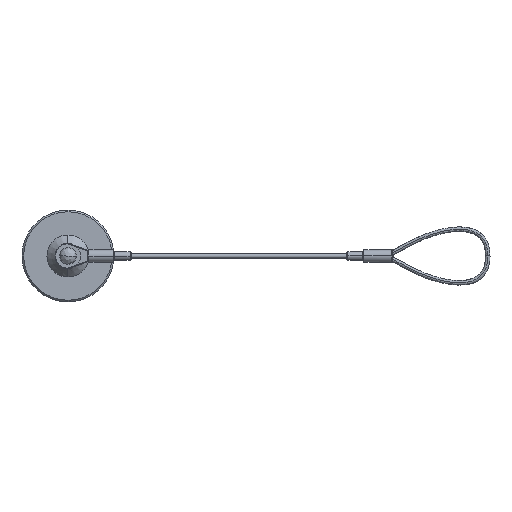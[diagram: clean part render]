
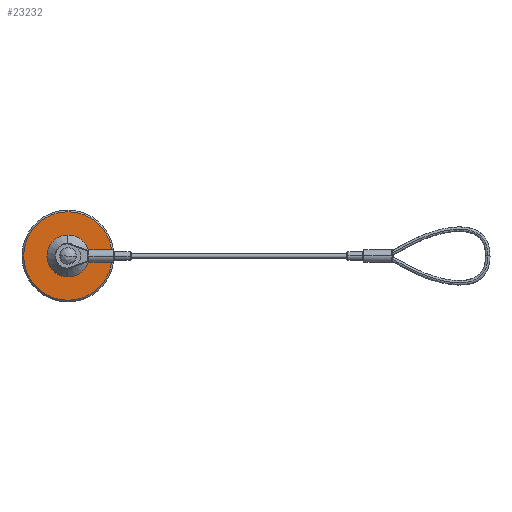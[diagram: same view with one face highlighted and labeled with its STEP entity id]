
A CAD part, left-side view. The second image highlights one B-rep face of the part: STEP entity #23232.
In plain terms, the highlighted face is planar.
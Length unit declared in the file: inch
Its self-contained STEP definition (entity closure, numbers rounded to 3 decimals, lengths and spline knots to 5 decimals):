
#10609 = EDGE_CURVE ( 'NONE', #22518, #22519, #25832, .T. ) ;
#10630 = EDGE_CURVE ( 'NONE', #22542, #22543, #25860, .T. ) ;
#10676 = EDGE_CURVE ( 'NONE', #22519, #22518, #25927, .T. ) ;
#10677 = EDGE_CURVE ( 'NONE', #22543, #22542, #25928, .T. ) ;
#15233 = AXIS2_PLACEMENT_3D ( 'NONE', #25345, #25346, #25347 ) ;
#15257 = AXIS2_PLACEMENT_3D ( 'NONE', #25401, #25402, #25403 ) ;
#15315 = AXIS2_PLACEMENT_3D ( 'NONE', #25516, #25517, #25518 ) ;
#15317 = AXIS2_PLACEMENT_3D ( 'NONE', #25519, #25520, #25521 ) ;
#22431 = EDGE_LOOP ( 'NONE', ( #42103, #42102 ) ) ;
#22443 = EDGE_LOOP ( 'NONE', ( #42101, #42100 ) ) ;
#22518 = VERTEX_POINT ( 'NONE', #39927 ) ;
#22519 = VERTEX_POINT ( 'NONE', #39928 ) ;
#22542 = VERTEX_POINT ( 'NONE', #39951 ) ;
#22543 = VERTEX_POINT ( 'NONE', #39952 ) ;
#23232 = ADVANCED_FACE ( 'NONE', ( #39383, #39391 ), #40339, .T. ) ;
#25345 = CARTESIAN_POINT ( 'NONE',  ( 0., 0., -0.14 ) ) ;
#25346 = DIRECTION ( 'NONE',  ( 0., 0., 1. ) ) ;
#25347 = DIRECTION ( 'NONE',  ( 1., 0., 0. ) ) ;
#25401 = CARTESIAN_POINT ( 'NONE',  ( 0., 0., -0.14 ) ) ;
#25402 = DIRECTION ( 'NONE',  ( 0., 0., 1. ) ) ;
#25403 = DIRECTION ( 'NONE',  ( 1., 0., 0. ) ) ;
#25516 = CARTESIAN_POINT ( 'NONE',  ( 0., 0., -0.14 ) ) ;
#25517 = DIRECTION ( 'NONE',  ( 0., 0., 1. ) ) ;
#25518 = DIRECTION ( 'NONE',  ( 1., 0., 0. ) ) ;
#25519 = CARTESIAN_POINT ( 'NONE',  ( 0., 0., -0.14 ) ) ;
#25520 = DIRECTION ( 'NONE',  ( 0., 0., 1. ) ) ;
#25521 = DIRECTION ( 'NONE',  ( 1., 0., 0. ) ) ;
#25832 = CIRCLE ( 'NONE', #15233, 0.665 ) ;
#25860 = CIRCLE ( 'NONE', #15257, 0.315 ) ;
#25927 = CIRCLE ( 'NONE', #15315, 0.665 ) ;
#25928 = CIRCLE ( 'NONE', #15317, 0.315 ) ;
#39383 = FACE_OUTER_BOUND ( 'NONE', #22431, .T. ) ;
#39391 = FACE_BOUND ( 'NONE', #22443, .T. ) ;
#39927 = CARTESIAN_POINT ( 'NONE',  ( 0.665, 0., -0.14 ) ) ;
#39928 = CARTESIAN_POINT ( 'NONE',  ( -0.665, 0., -0.14 ) ) ;
#39951 = CARTESIAN_POINT ( 'NONE',  ( 0.315, 0., -0.14 ) ) ;
#39952 = CARTESIAN_POINT ( 'NONE',  ( -0.315, 0., -0.14 ) ) ;
#40336 = DIRECTION ( 'NONE',  ( 0., 0., 1. ) ) ;
#40337 = CARTESIAN_POINT ( 'NONE',  ( -0.315, 0., -0.14 ) ) ;
#40339 = PLANE ( 'NONE',  #40787 ) ;
#40341 = DIRECTION ( 'NONE',  ( 1., 0., 0. ) ) ;
#40787 = AXIS2_PLACEMENT_3D ( 'NONE', #40337, #40336, #40341 ) ;
#42100 = ORIENTED_EDGE ( 'NONE', *, *, #10630, .F. ) ;
#42101 = ORIENTED_EDGE ( 'NONE', *, *, #10677, .F. ) ;
#42102 = ORIENTED_EDGE ( 'NONE', *, *, #10609, .T. ) ;
#42103 = ORIENTED_EDGE ( 'NONE', *, *, #10676, .T. ) ;
